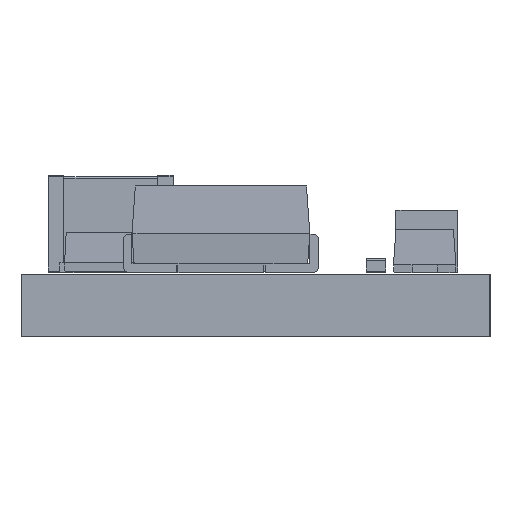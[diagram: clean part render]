
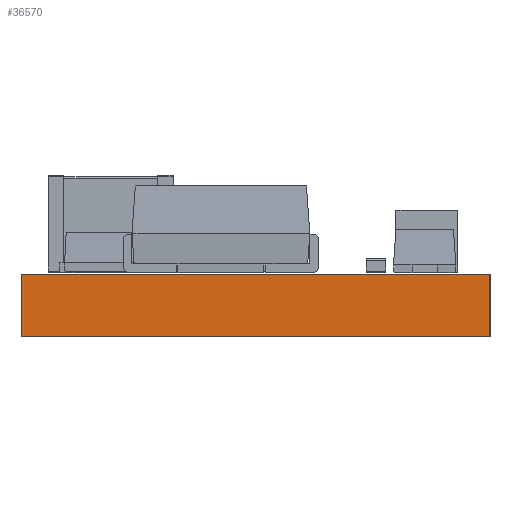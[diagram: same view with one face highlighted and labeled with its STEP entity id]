
A CAD part, left-side view. The second image highlights one B-rep face of the part: STEP entity #36570.
In plain terms, the highlighted planar face has unit normal (-1, 0, 0).
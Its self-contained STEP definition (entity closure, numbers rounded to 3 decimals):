
#36570 = ADVANCED_FACE('',(#36571),#36585,.F.);
#36571 = FACE_BOUND('',#36572,.F.);
#36572 = EDGE_LOOP('',(#36573,#36608,#36636,#36664));
#36573 = ORIENTED_EDGE('',*,*,#36574,.T.);
#36574 = EDGE_CURVE('',#36575,#36577,#36579,.T.);
#36575 = VERTEX_POINT('',#36576);
#36576 = CARTESIAN_POINT('',(-7.,6.,0.));
#36577 = VERTEX_POINT('',#36578);
#36578 = CARTESIAN_POINT('',(-7.,6.,1.6));
#36579 = SURFACE_CURVE('',#36580,(#36584,#36596),.PCURVE_S1.);
#36580 = LINE('',#36581,#36582);
#36581 = CARTESIAN_POINT('',(-7.,6.,0.));
#36582 = VECTOR('',#36583,1.);
#36583 = DIRECTION('',(0.,0.,1.));
#36584 = PCURVE('',#36585,#36590);
#36585 = PLANE('',#36586);
#36586 = AXIS2_PLACEMENT_3D('',#36587,#36588,#36589);
#36587 = CARTESIAN_POINT('',(-7.,6.,0.));
#36588 = DIRECTION('',(1.,0.,0.));
#36589 = DIRECTION('',(0.,-1.,0.));
#36590 = DEFINITIONAL_REPRESENTATION('',(#36591),#36595);
#36591 = LINE('',#36592,#36593);
#36592 = CARTESIAN_POINT('',(0.,0.));
#36593 = VECTOR('',#36594,1.);
#36594 = DIRECTION('',(0.,-1.));
#36595 = ( GEOMETRIC_REPRESENTATION_CONTEXT(2) 
PARAMETRIC_REPRESENTATION_CONTEXT() REPRESENTATION_CONTEXT('2D SPACE',''
  ) );
#36596 = PCURVE('',#36597,#36602);
#36597 = PLANE('',#36598);
#36598 = AXIS2_PLACEMENT_3D('',#36599,#36600,#36601);
#36599 = CARTESIAN_POINT('',(7.,6.,0.));
#36600 = DIRECTION('',(0.,-1.,0.));
#36601 = DIRECTION('',(-1.,0.,0.));
#36602 = DEFINITIONAL_REPRESENTATION('',(#36603),#36607);
#36603 = LINE('',#36604,#36605);
#36604 = CARTESIAN_POINT('',(14.,0.));
#36605 = VECTOR('',#36606,1.);
#36606 = DIRECTION('',(0.,-1.));
#36607 = ( GEOMETRIC_REPRESENTATION_CONTEXT(2) 
PARAMETRIC_REPRESENTATION_CONTEXT() REPRESENTATION_CONTEXT('2D SPACE',''
  ) );
#36608 = ORIENTED_EDGE('',*,*,#36609,.T.);
#36609 = EDGE_CURVE('',#36577,#36610,#36612,.T.);
#36610 = VERTEX_POINT('',#36611);
#36611 = CARTESIAN_POINT('',(-7.,-6.,1.6));
#36612 = SURFACE_CURVE('',#36613,(#36617,#36624),.PCURVE_S1.);
#36613 = LINE('',#36614,#36615);
#36614 = CARTESIAN_POINT('',(-7.,6.,1.6));
#36615 = VECTOR('',#36616,1.);
#36616 = DIRECTION('',(0.,-1.,0.));
#36617 = PCURVE('',#36585,#36618);
#36618 = DEFINITIONAL_REPRESENTATION('',(#36619),#36623);
#36619 = LINE('',#36620,#36621);
#36620 = CARTESIAN_POINT('',(0.,-1.6));
#36621 = VECTOR('',#36622,1.);
#36622 = DIRECTION('',(1.,0.));
#36623 = ( GEOMETRIC_REPRESENTATION_CONTEXT(2) 
PARAMETRIC_REPRESENTATION_CONTEXT() REPRESENTATION_CONTEXT('2D SPACE',''
  ) );
#36624 = PCURVE('',#36625,#36630);
#36625 = PLANE('',#36626);
#36626 = AXIS2_PLACEMENT_3D('',#36627,#36628,#36629);
#36627 = CARTESIAN_POINT('',(-7.,6.,1.6));
#36628 = DIRECTION('',(0.,0.,-1.));
#36629 = DIRECTION('',(-1.,0.,0.));
#36630 = DEFINITIONAL_REPRESENTATION('',(#36631),#36635);
#36631 = LINE('',#36632,#36633);
#36632 = CARTESIAN_POINT('',(0.,0.));
#36633 = VECTOR('',#36634,1.);
#36634 = DIRECTION('',(0.,-1.));
#36635 = ( GEOMETRIC_REPRESENTATION_CONTEXT(2) 
PARAMETRIC_REPRESENTATION_CONTEXT() REPRESENTATION_CONTEXT('2D SPACE',''
  ) );
#36636 = ORIENTED_EDGE('',*,*,#36637,.F.);
#36637 = EDGE_CURVE('',#36638,#36610,#36640,.T.);
#36638 = VERTEX_POINT('',#36639);
#36639 = CARTESIAN_POINT('',(-7.,-6.,0.));
#36640 = SURFACE_CURVE('',#36641,(#36645,#36652),.PCURVE_S1.);
#36641 = LINE('',#36642,#36643);
#36642 = CARTESIAN_POINT('',(-7.,-6.,0.));
#36643 = VECTOR('',#36644,1.);
#36644 = DIRECTION('',(0.,0.,1.));
#36645 = PCURVE('',#36585,#36646);
#36646 = DEFINITIONAL_REPRESENTATION('',(#36647),#36651);
#36647 = LINE('',#36648,#36649);
#36648 = CARTESIAN_POINT('',(12.,0.));
#36649 = VECTOR('',#36650,1.);
#36650 = DIRECTION('',(0.,-1.));
#36651 = ( GEOMETRIC_REPRESENTATION_CONTEXT(2) 
PARAMETRIC_REPRESENTATION_CONTEXT() REPRESENTATION_CONTEXT('2D SPACE',''
  ) );
#36652 = PCURVE('',#36653,#36658);
#36653 = PLANE('',#36654);
#36654 = AXIS2_PLACEMENT_3D('',#36655,#36656,#36657);
#36655 = CARTESIAN_POINT('',(-7.,-6.,0.));
#36656 = DIRECTION('',(0.,1.,0.));
#36657 = DIRECTION('',(1.,0.,0.));
#36658 = DEFINITIONAL_REPRESENTATION('',(#36659),#36663);
#36659 = LINE('',#36660,#36661);
#36660 = CARTESIAN_POINT('',(0.,0.));
#36661 = VECTOR('',#36662,1.);
#36662 = DIRECTION('',(0.,-1.));
#36663 = ( GEOMETRIC_REPRESENTATION_CONTEXT(2) 
PARAMETRIC_REPRESENTATION_CONTEXT() REPRESENTATION_CONTEXT('2D SPACE',''
  ) );
#36664 = ORIENTED_EDGE('',*,*,#36665,.F.);
#36665 = EDGE_CURVE('',#36575,#36638,#36666,.T.);
#36666 = SURFACE_CURVE('',#36667,(#36671,#36678),.PCURVE_S1.);
#36667 = LINE('',#36668,#36669);
#36668 = CARTESIAN_POINT('',(-7.,6.,0.));
#36669 = VECTOR('',#36670,1.);
#36670 = DIRECTION('',(0.,-1.,0.));
#36671 = PCURVE('',#36585,#36672);
#36672 = DEFINITIONAL_REPRESENTATION('',(#36673),#36677);
#36673 = LINE('',#36674,#36675);
#36674 = CARTESIAN_POINT('',(0.,0.));
#36675 = VECTOR('',#36676,1.);
#36676 = DIRECTION('',(1.,0.));
#36677 = ( GEOMETRIC_REPRESENTATION_CONTEXT(2) 
PARAMETRIC_REPRESENTATION_CONTEXT() REPRESENTATION_CONTEXT('2D SPACE',''
  ) );
#36678 = PCURVE('',#36679,#36684);
#36679 = PLANE('',#36680);
#36680 = AXIS2_PLACEMENT_3D('',#36681,#36682,#36683);
#36681 = CARTESIAN_POINT('',(-7.,6.,0.));
#36682 = DIRECTION('',(0.,0.,-1.));
#36683 = DIRECTION('',(-1.,0.,0.));
#36684 = DEFINITIONAL_REPRESENTATION('',(#36685),#36689);
#36685 = LINE('',#36686,#36687);
#36686 = CARTESIAN_POINT('',(0.,0.));
#36687 = VECTOR('',#36688,1.);
#36688 = DIRECTION('',(0.,-1.));
#36689 = ( GEOMETRIC_REPRESENTATION_CONTEXT(2) 
PARAMETRIC_REPRESENTATION_CONTEXT() REPRESENTATION_CONTEXT('2D SPACE',''
  ) );
